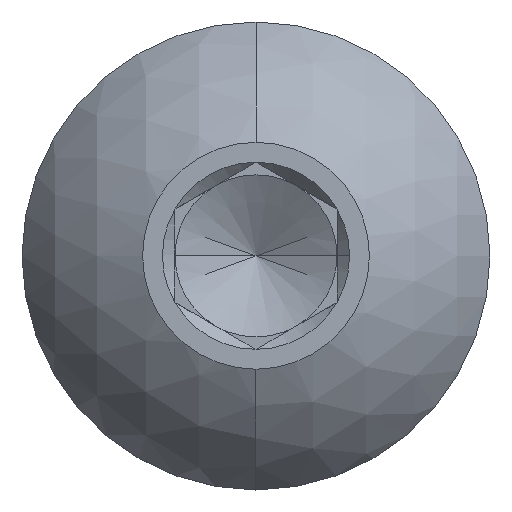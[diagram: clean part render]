
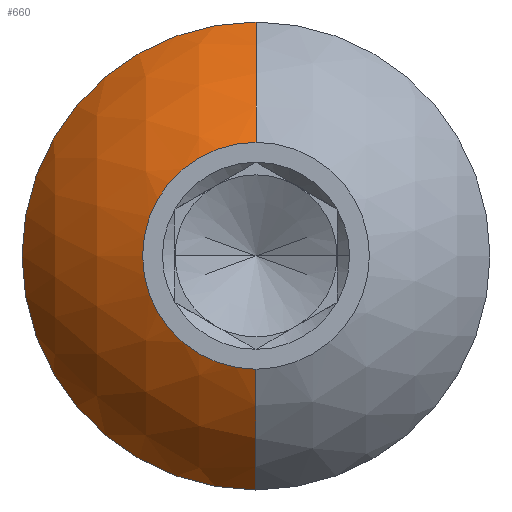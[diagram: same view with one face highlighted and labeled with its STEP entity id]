
A CAD part, top view. The second image highlights one B-rep face of the part: STEP entity #660.
In plain terms, the highlighted spherical face has radius 5.246 mm.
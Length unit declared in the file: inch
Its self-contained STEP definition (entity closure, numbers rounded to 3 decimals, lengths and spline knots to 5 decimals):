
#30 = ORIENTED_EDGE ( 'NONE', *, *, #439, .F. ) ;
#49 = ORIENTED_EDGE ( 'NONE', *, *, #730, .T. ) ;
#65 = DIRECTION ( 'NONE',  ( 1., 0., 0. ) ) ;
#117 = AXIS2_PLACEMENT_3D ( 'NONE', #579, #805, #733 ) ;
#153 = CARTESIAN_POINT ( 'NONE',  ( 0., 0., 1.5505 ) ) ;
#201 = DIRECTION ( 'NONE',  ( 0., 0., 1. ) ) ;
#210 = EDGE_CURVE ( 'NONE', #706, #551, #386, .T. ) ;
#229 = FACE_OUTER_BOUND ( 'NONE', #432, .T. ) ;
#235 = CARTESIAN_POINT ( 'NONE',  ( 0., 0., 1.36343 ) ) ;
#249 = SPHERICAL_SURFACE ( 'NONE', #549, 0.20652 ) ;
#271 = CARTESIAN_POINT ( 'NONE',  ( -0.1805, 0., 1.46379 ) ) ;
#282 = DIRECTION ( 'NONE',  ( 0., 0., 1. ) ) ;
#295 = CARTESIAN_POINT ( 'NONE',  ( 0., 0.0875, 1.5505 ) ) ;
#347 = VERTEX_POINT ( 'NONE', #833 ) ;
#386 = CIRCLE ( 'NONE', #117, 0.1805 ) ;
#398 = CARTESIAN_POINT ( 'NONE',  ( 0., 0., 1.36343 ) ) ;
#403 = DIRECTION ( 'NONE',  ( 0., 0., -1. ) ) ;
#430 = CIRCLE ( 'NONE', #652, 0.20652 ) ;
#432 = EDGE_LOOP ( 'NONE', ( #49, #752, #30, #610, #777 ) ) ;
#439 = EDGE_CURVE ( 'NONE', #890, #347, #694, .T. ) ;
#457 = AXIS2_PLACEMENT_3D ( 'NONE', #153, #282, #495 ) ;
#495 = DIRECTION ( 'NONE',  ( 1., 0., 0. ) ) ;
#508 = DIRECTION ( 'NONE',  ( -1., 0., 0. ) ) ;
#549 = AXIS2_PLACEMENT_3D ( 'NONE', #398, #508, #678 ) ;
#551 = VERTEX_POINT ( 'NONE', #271 ) ;
#578 = DIRECTION ( 'NONE',  ( 0., -1., 0. ) ) ;
#579 = CARTESIAN_POINT ( 'NONE',  ( 0., 0., 1.46379 ) ) ;
#600 = EDGE_CURVE ( 'NONE', #863, #347, #430, .T. ) ;
#610 = ORIENTED_EDGE ( 'NONE', *, *, #647, .F. ) ;
#621 = CARTESIAN_POINT ( 'NONE',  ( 0., 0., 1.46379 ) ) ;
#640 = CARTESIAN_POINT ( 'NONE',  ( 0., -0.1805, 1.46379 ) ) ;
#647 = EDGE_CURVE ( 'NONE', #706, #890, #880, .T. ) ;
#652 = AXIS2_PLACEMENT_3D ( 'NONE', #675, #722, #578 ) ;
#660 = ADVANCED_FACE ( 'NONE', ( #229 ), #249, .T. ) ;
#675 = CARTESIAN_POINT ( 'NONE',  ( 0., 0., 1.36343 ) ) ;
#678 = DIRECTION ( 'NONE',  ( 0., 1., 0. ) ) ;
#694 = CIRCLE ( 'NONE', #457, 0.0875 ) ;
#706 = VERTEX_POINT ( 'NONE', #898 ) ;
#722 = DIRECTION ( 'NONE',  ( -1., 0., 0. ) ) ;
#730 = EDGE_CURVE ( 'NONE', #551, #863, #832, .T. ) ;
#733 = DIRECTION ( 'NONE',  ( 1., 0., 0. ) ) ;
#752 = ORIENTED_EDGE ( 'NONE', *, *, #600, .T. ) ;
#777 = ORIENTED_EDGE ( 'NONE', *, *, #210, .T. ) ;
#805 = DIRECTION ( 'NONE',  ( 0., 0., 1. ) ) ;
#818 = DIRECTION ( 'NONE',  ( 1., 0., 0. ) ) ;
#832 = CIRCLE ( 'NONE', #905, 0.1805 ) ;
#833 = CARTESIAN_POINT ( 'NONE',  ( 0., -0.0875, 1.5505 ) ) ;
#863 = VERTEX_POINT ( 'NONE', #640 ) ;
#880 = CIRCLE ( 'NONE', #920, 0.20652 ) ;
#890 = VERTEX_POINT ( 'NONE', #295 ) ;
#898 = CARTESIAN_POINT ( 'NONE',  ( 0., 0.1805, 1.46379 ) ) ;
#905 = AXIS2_PLACEMENT_3D ( 'NONE', #621, #201, #65 ) ;
#920 = AXIS2_PLACEMENT_3D ( 'NONE', #235, #818, #403 ) ;
